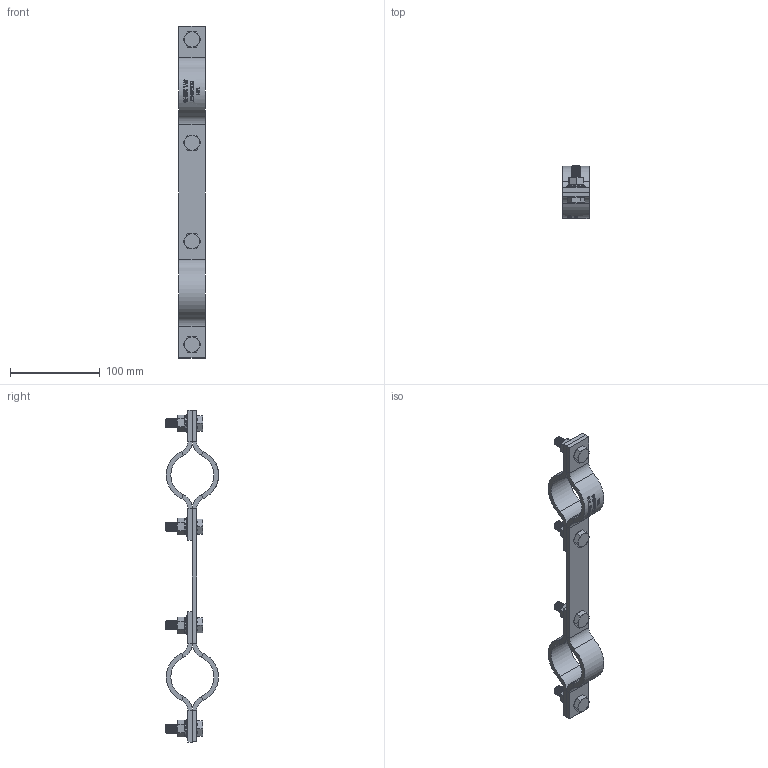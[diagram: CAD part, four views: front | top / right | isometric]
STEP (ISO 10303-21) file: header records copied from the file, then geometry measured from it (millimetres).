
FILE_DESCRIPTION (( 'STEP AP203' ), '1' );
FILE_NAME ('T30900.STEP', '2018-07-20T10:23:57', ( '' ), ( '' ), 'SwSTEP 2.0', 'SolidWorks 2016', '' );
FILE_SCHEMA (( 'CONFIG_CONTROL_DESIGN' ));
Length unit declared in the file: millimetre
Products named in the file (7): Single Coil Rectangular Section Spring Washer_Doughty Fastners_Rectangular section spring washer BS 4464 - 10 (Type B); Hex Nut Style 1 GradeAB_Doughty Fastners_Hexagon Nut ISO - 4032 - M10 - D - S; Hex Bolt_ISO 4016 - M10 x 35 x 35-WS; TH667; TH009; B Washer_Bright washer BS 4320 - M10 (Form B); T30900
Assembly tree (19 placements, depth 2):
  T30900
    TH667
    TH009  x2
    B Washer_Bright washer BS 4320 - M10 (Form B)  x4
    Single Coil Rectangular Section Spring Washer_Doughty Fastners_Rectangular section spring washer BS 4464 - 10 (Type B)  x4
    Hex Bolt_ISO 4016 - M10 x 35 x 35-WS  x4
    Hex Nut Style 1 GradeAB_Doughty Fastners_Hexagon Nut ISO - 4032 - M10 - D - S  x4
Bounding box: 30 x 59.2 x 370 mm (x, y, z)
Volume: 130997 mm3; surface area: 71197.9 mm2
Topology: 19 solids, 19 shells, 1292 faces, 3167 edges, 1938 vertices
Faces by surface type: cone 560, cylinder 341, plane 264, bspline 111, torus 16
Entity records: 31817 total; most frequent: CARTESIAN_POINT 18540, ORIENTED_EDGE 2694, DIRECTION 2330, EDGE_CURVE 1347, AXIS2_PLACEMENT_3D 936, VERTEX_POINT 844, EDGE_LOOP 575, ADVANCED_FACE 537
